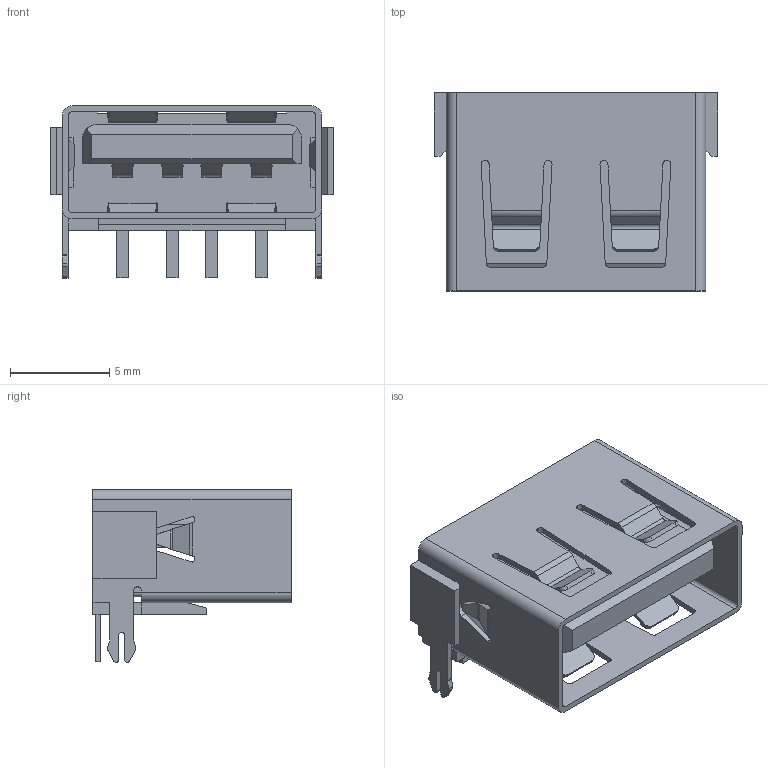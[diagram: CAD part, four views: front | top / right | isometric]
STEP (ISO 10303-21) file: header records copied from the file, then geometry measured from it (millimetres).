
FILE_DESCRIPTION (( 'STEP AP214' ), '1' );
FILE_NAME ('USB-A-TH_AF-10.0-HC6.3.STEP', '2021-09-02T06:28:54', ( '微软用户' ), ( '微软中国' ), 'SwSTEP 2.0', 'SolidWorks 2017', '' );
FILE_SCHEMA (( 'AUTOMOTIVE_DESIGN' ));
Length unit declared in the file: millimetre
Products named in the file (1): USB-A-TH_AF-10.0-HC6.3
Bounding box: 14.3 x 10 x 8.7 mm (x, y, z)
Volume: 449.2 mm3; surface area: 1431.9 mm2
Topology: 10 solids, 10 shells, 514 faces, 1479 edges, 984 vertices
Faces by surface type: plane 362, cylinder 138, bspline 14
Entity records: 22276 total; most frequent: CARTESIAN_POINT 4004, ORIENTED_EDGE 2958, DIRECTION 2581, EDGE_CURVE 1479, VECTOR 1171, LINE 1171, VERTEX_POINT 984, AXIS2_PLACEMENT_3D 705
